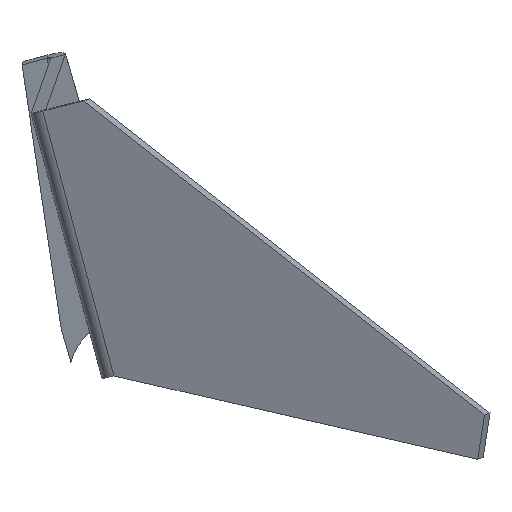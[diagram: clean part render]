
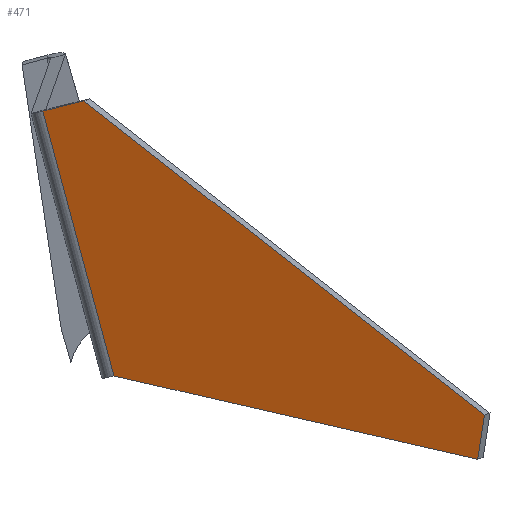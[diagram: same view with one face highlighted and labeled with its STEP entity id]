
A CAD part, left-side view. The second image highlights one B-rep face of the part: STEP entity #471.
In plain terms, the highlighted planar face has unit normal (-0.921, 0.364, -0.136).
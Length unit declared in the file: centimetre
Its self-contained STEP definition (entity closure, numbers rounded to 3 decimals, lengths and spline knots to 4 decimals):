
#57=FACE_OUTER_BOUND('',#92,.T.);
#92=EDGE_LOOP('',(#393,#394,#395,#396,#397));
#136=LINE('',#764,#180);
#137=LINE('',#768,#181);
#138=LINE('',#770,#182);
#139=LINE('',#772,#183);
#140=LINE('',#773,#184);
#180=VECTOR('',#630,9.0149);
#181=VECTOR('',#635,1.);
#182=VECTOR('',#636,1.5);
#183=VECTOR('',#637,17.1278);
#184=VECTOR('',#638,1.5015);
#237=VERTEX_POINT('',#757);
#239=VERTEX_POINT('',#763);
#240=VERTEX_POINT('',#767);
#241=VERTEX_POINT('',#769);
#242=VERTEX_POINT('',#771);
#293=EDGE_CURVE('',#239,#237,#136,.T.);
#295=EDGE_CURVE('',#240,#237,#137,.T.);
#296=EDGE_CURVE('',#241,#240,#138,.T.);
#297=EDGE_CURVE('',#242,#241,#139,.T.);
#298=EDGE_CURVE('',#239,#242,#140,.T.);
#393=ORIENTED_EDGE('',*,*,#293,.T.);
#394=ORIENTED_EDGE('',*,*,#295,.F.);
#395=ORIENTED_EDGE('',*,*,#296,.F.);
#396=ORIENTED_EDGE('',*,*,#297,.F.);
#397=ORIENTED_EDGE('',*,*,#298,.F.);
#447=PLANE('',#519);
#471=ADVANCED_FACE('',(#57),#447,.T.);
#519=AXIS2_PLACEMENT_3D('',#766,#633,#634);
#630=DIRECTION('',(0.04,-0.259,-0.965));
#633=DIRECTION('center_axis',(-0.922,0.364,-0.135));
#634=DIRECTION('ref_axis',(0.04,-0.259,-0.965));
#635=DIRECTION('',(0.332,0.919,0.211));
#636=DIRECTION('',(0.201,0.149,-0.968));
#637=DIRECTION('',(-0.215,-0.768,-0.603));
#638=DIRECTION('',(-0.386,-0.895,0.224));
#757=CARTESIAN_POINT('',(19.9797,52.539,40.0506));
#763=CARTESIAN_POINT('',(19.6217,54.8704,48.751));
#764=CARTESIAN_POINT('',(19.6217,54.8704,48.751));
#766=CARTESIAN_POINT('Origin',(20.0867,53.5377,42.0064));
#767=CARTESIAN_POINT('',(15.6616,40.5881,37.3126));
#768=CARTESIAN_POINT('',(15.6616,40.5881,37.3126));
#769=CARTESIAN_POINT('',(15.3598,40.3645,38.7648));
#770=CARTESIAN_POINT('',(15.3598,40.3645,38.7648));
#771=CARTESIAN_POINT('',(19.0416,53.527,49.0874));
#772=CARTESIAN_POINT('',(19.0416,53.527,49.0874));
#773=CARTESIAN_POINT('',(19.6217,54.8704,48.751));
